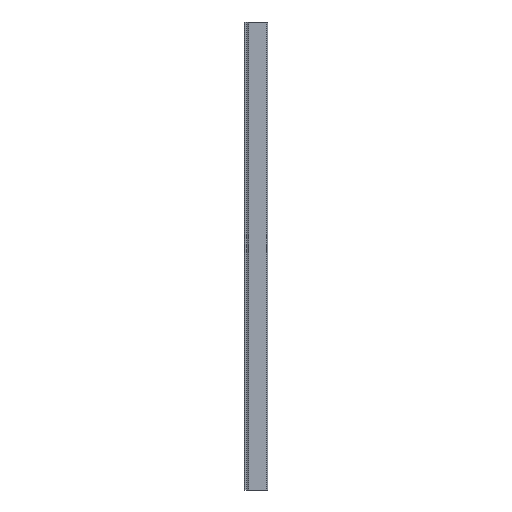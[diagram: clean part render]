
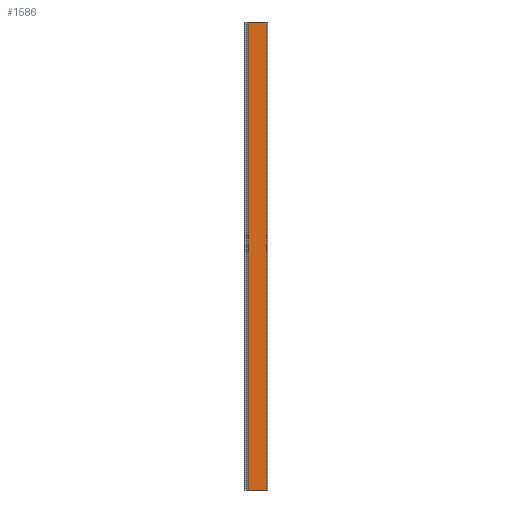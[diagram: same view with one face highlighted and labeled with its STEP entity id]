
A CAD part, left-side view. The second image highlights one B-rep face of the part: STEP entity #1586.
In plain terms, the highlighted planar face has unit normal (-1, 0, 0).
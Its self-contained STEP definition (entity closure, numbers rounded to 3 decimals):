
#42 = DIRECTION ( 'NONE',  ( 0., 0., 1. ) ) ;
#97 = AXIS2_PLACEMENT_3D ( 'NONE', #442, #446, #410 ) ;
#120 = CARTESIAN_POINT ( 'NONE',  ( -11.61, 2.7, 0. ) ) ;
#312 = PLANE ( 'NONE',  #97 ) ;
#390 = VECTOR ( 'NONE', #2514, 1000. ) ;
#410 = DIRECTION ( 'NONE',  ( 0., 0., 1. ) ) ;
#442 = CARTESIAN_POINT ( 'NONE',  ( -11.61, 80.099, 0. ) ) ;
#446 = DIRECTION ( 'NONE',  ( -1., 0., 0. ) ) ;
#581 = LINE ( 'NONE', #120, #1188 ) ;
#608 = ORIENTED_EDGE ( 'NONE', *, *, #1499, .T. ) ;
#642 = EDGE_CURVE ( 'NONE', #1353, #2510, #903, .T. ) ;
#732 = ORIENTED_EDGE ( 'NONE', *, *, #1956, .T. ) ;
#800 = VERTEX_POINT ( 'NONE', #909 ) ;
#903 = LINE ( 'NONE', #1278, #2616 ) ;
#909 = CARTESIAN_POINT ( 'NONE',  ( -11.61, 2.7, 1500. ) ) ;
#948 = VERTEX_POINT ( 'NONE', #1961 ) ;
#990 = LINE ( 'NONE', #2803, #390 ) ;
#1188 = VECTOR ( 'NONE', #42, 1000. ) ;
#1278 = CARTESIAN_POINT ( 'NONE',  ( -11.61, 89.207, -500. ) ) ;
#1353 = VERTEX_POINT ( 'NONE', #2763 ) ;
#1357 = EDGE_LOOP ( 'NONE', ( #1777, #2377, #608, #732 ) ) ;
#1499 = EDGE_CURVE ( 'NONE', #1353, #800, #581, .T. ) ;
#1586 = ADVANCED_FACE ( 'NONE', ( #2755 ), #312, .T. ) ;
#1777 = ORIENTED_EDGE ( 'NONE', *, *, #2529, .T. ) ;
#1797 = CARTESIAN_POINT ( 'NONE',  ( -11.61, 80.099, -500. ) ) ;
#1956 = EDGE_CURVE ( 'NONE', #800, #948, #990, .T. ) ;
#1961 = CARTESIAN_POINT ( 'NONE',  ( -11.61, 80.099, 1500. ) ) ;
#2377 = ORIENTED_EDGE ( 'NONE', *, *, #642, .F. ) ;
#2415 = DIRECTION ( 'NONE',  ( 0., 1., 0. ) ) ;
#2510 = VERTEX_POINT ( 'NONE', #1797 ) ;
#2514 = DIRECTION ( 'NONE',  ( 0., 1., 0. ) ) ;
#2529 = EDGE_CURVE ( 'NONE', #948, #2510, #2779, .T. ) ;
#2616 = VECTOR ( 'NONE', #2415, 1000. ) ;
#2625 = DIRECTION ( 'NONE',  ( 0., 0., -1. ) ) ;
#2655 = CARTESIAN_POINT ( 'NONE',  ( -11.61, 80.099, 0. ) ) ;
#2697 = VECTOR ( 'NONE', #2625, 1000. ) ;
#2755 = FACE_OUTER_BOUND ( 'NONE', #1357, .T. ) ;
#2763 = CARTESIAN_POINT ( 'NONE',  ( -11.61, 2.7, -500. ) ) ;
#2779 = LINE ( 'NONE', #2655, #2697 ) ;
#2803 = CARTESIAN_POINT ( 'NONE',  ( -11.61, 2.7, 1500. ) ) ;
